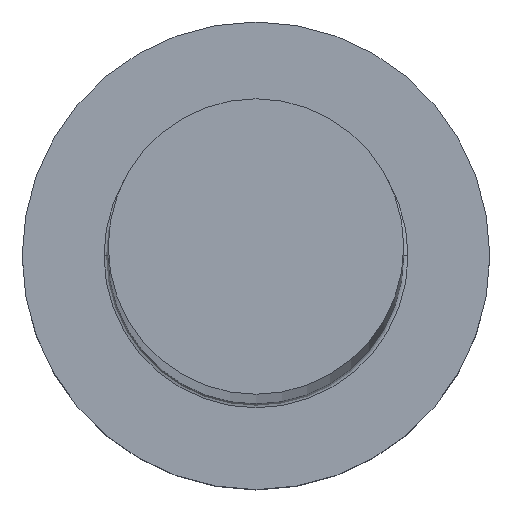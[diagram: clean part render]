
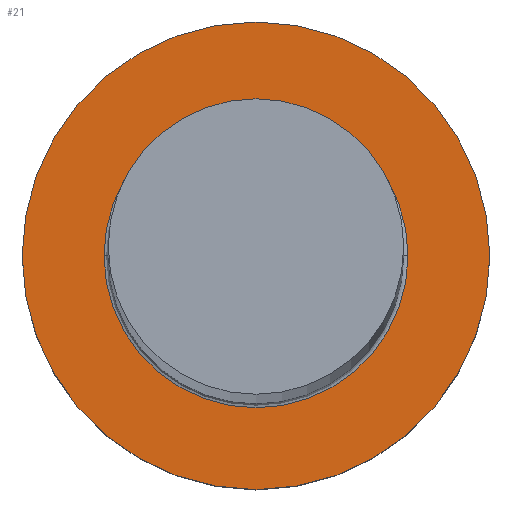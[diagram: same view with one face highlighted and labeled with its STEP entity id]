
A CAD part, top view. The second image highlights one B-rep face of the part: STEP entity #21.
In plain terms, the highlighted planar face has unit normal (0, 0, 1).
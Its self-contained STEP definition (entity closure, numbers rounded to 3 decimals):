
#15 = VERTEX_POINT ( 'NONE', #63 ) ;
#19 = AXIS2_PLACEMENT_3D ( 'NONE', #41, #22, #192 ) ;
#21 = ADVANCED_FACE ( 'NONE', ( #251, #39 ), #136, .T. ) ;
#22 = DIRECTION ( 'NONE',  ( 0., 0., 1. ) ) ;
#35 = AXIS2_PLACEMENT_3D ( 'NONE', #74, #234, #47 ) ;
#39 = FACE_OUTER_BOUND ( 'NONE', #303, .T. ) ;
#40 = CIRCLE ( 'NONE', #237, 7.15 ) ;
#41 = CARTESIAN_POINT ( 'NONE',  ( 0., 0., 10. ) ) ;
#45 = CARTESIAN_POINT ( 'NONE',  ( 0., 0., 10. ) ) ;
#46 = ORIENTED_EDGE ( 'NONE', *, *, #119, .T. ) ;
#47 = DIRECTION ( 'NONE',  ( 1., 0., 0. ) ) ;
#63 = CARTESIAN_POINT ( 'NONE',  ( -7.15, 0., 10. ) ) ;
#74 = CARTESIAN_POINT ( 'NONE',  ( 0., 0., 10. ) ) ;
#79 = EDGE_CURVE ( 'NONE', #149, #80, #277, .T. ) ;
#80 = VERTEX_POINT ( 'NONE', #283 ) ;
#102 = VERTEX_POINT ( 'NONE', #188 ) ;
#107 = EDGE_CURVE ( 'NONE', #15, #102, #40, .T. ) ;
#112 = AXIS2_PLACEMENT_3D ( 'NONE', #45, #254, #138 ) ;
#119 = EDGE_CURVE ( 'NONE', #80, #149, #124, .T. ) ;
#120 = DIRECTION ( 'NONE',  ( 1., 0., 0. ) ) ;
#124 = CIRCLE ( 'NONE', #112, 11. ) ;
#130 = AXIS2_PLACEMENT_3D ( 'NONE', #231, #300, #146 ) ;
#135 = CIRCLE ( 'NONE', #35, 7.15 ) ;
#136 = PLANE ( 'NONE',  #130 ) ;
#138 = DIRECTION ( 'NONE',  ( 1., 0., 0. ) ) ;
#141 = EDGE_CURVE ( 'NONE', #102, #15, #135, .T. ) ;
#142 = CARTESIAN_POINT ( 'NONE',  ( -11., 0., 10. ) ) ;
#146 = DIRECTION ( 'NONE',  ( 1., 0., 0. ) ) ;
#149 = VERTEX_POINT ( 'NONE', #142 ) ;
#178 = ORIENTED_EDGE ( 'NONE', *, *, #141, .T. ) ;
#184 = CARTESIAN_POINT ( 'NONE',  ( 0., 0., 10. ) ) ;
#188 = CARTESIAN_POINT ( 'NONE',  ( 7.15, 0., 10. ) ) ;
#192 = DIRECTION ( 'NONE',  ( 1., 0., 0. ) ) ;
#198 = ORIENTED_EDGE ( 'NONE', *, *, #107, .T. ) ;
#222 = EDGE_LOOP ( 'NONE', ( #178, #198 ) ) ;
#224 = ORIENTED_EDGE ( 'NONE', *, *, #79, .T. ) ;
#231 = CARTESIAN_POINT ( 'NONE',  ( 0., 0., 10. ) ) ;
#234 = DIRECTION ( 'NONE',  ( 0., 0., -1. ) ) ;
#237 = AXIS2_PLACEMENT_3D ( 'NONE', #184, #285, #120 ) ;
#251 = FACE_BOUND ( 'NONE', #222, .T. ) ;
#254 = DIRECTION ( 'NONE',  ( 0., 0., 1. ) ) ;
#277 = CIRCLE ( 'NONE', #19, 11. ) ;
#283 = CARTESIAN_POINT ( 'NONE',  ( 11., 0., 10. ) ) ;
#285 = DIRECTION ( 'NONE',  ( 0., 0., -1. ) ) ;
#300 = DIRECTION ( 'NONE',  ( 0., 0., 1. ) ) ;
#303 = EDGE_LOOP ( 'NONE', ( #224, #46 ) ) ;
